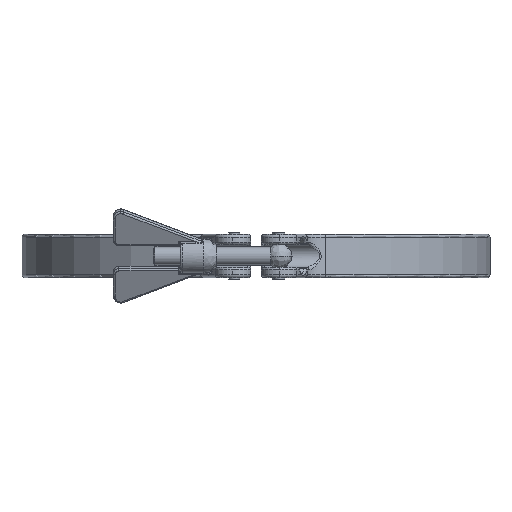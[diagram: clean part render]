
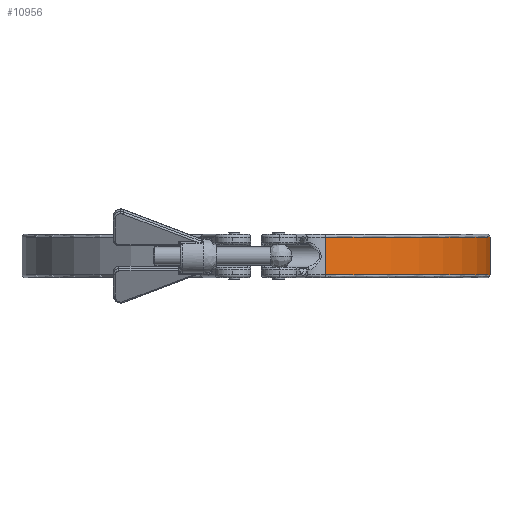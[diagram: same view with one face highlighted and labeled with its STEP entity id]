
A CAD part, left-side view. The second image highlights one B-rep face of the part: STEP entity #10956.
In plain terms, the highlighted cylindrical face has radius 129.75 mm (diameter 259.5 mm), a partial arc.
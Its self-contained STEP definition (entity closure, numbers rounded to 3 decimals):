
#505 = ORIENTED_EDGE ( 'NONE', *, *, #11856, .T. ) ;
#1035 = DIRECTION ( 'NONE',  ( 0., 0., -1. ) ) ;
#1040 = LINE ( 'NONE', #12708, #3932 ) ;
#1330 = DIRECTION ( 'NONE',  ( 0., 0., -1. ) ) ;
#2046 = CARTESIAN_POINT ( 'NONE',  ( 0., 0., 10.5 ) ) ;
#2295 = DIRECTION ( 'NONE',  ( -1., 0., 0. ) ) ;
#2708 = AXIS2_PLACEMENT_3D ( 'NONE', #11312, #9872, #12575 ) ;
#2859 = LINE ( 'NONE', #8750, #4870 ) ;
#3120 = CARTESIAN_POINT ( 'NONE',  ( -123.94, -38.391, 10.5 ) ) ;
#3360 = CIRCLE ( 'NONE', #10445, 129.75 ) ;
#3932 = VECTOR ( 'NONE', #1330, 1000. ) ;
#4607 = VERTEX_POINT ( 'NONE', #10582 ) ;
#4870 = VECTOR ( 'NONE', #14629, 1000. ) ;
#6889 = ORIENTED_EDGE ( 'NONE', *, *, #8147, .T. ) ;
#8147 = EDGE_CURVE ( 'NONE', #12506, #14611, #1040, .T. ) ;
#8374 = FACE_OUTER_BOUND ( 'NONE', #10208, .T. ) ;
#8616 = ORIENTED_EDGE ( 'NONE', *, *, #17058, .T. ) ;
#8750 = CARTESIAN_POINT ( 'NONE',  ( -3., -129.715, 12. ) ) ;
#9373 = DIRECTION ( 'NONE',  ( -1., 0., 0. ) ) ;
#9872 = DIRECTION ( 'NONE',  ( 0., 0., 1. ) ) ;
#10208 = EDGE_LOOP ( 'NONE', ( #17679, #6889, #8616, #505 ) ) ;
#10445 = AXIS2_PLACEMENT_3D ( 'NONE', #2046, #10918, #9373 ) ;
#10582 = CARTESIAN_POINT ( 'NONE',  ( -3., -129.715, -10.5 ) ) ;
#10918 = DIRECTION ( 'NONE',  ( 0., 0., -1. ) ) ;
#10956 = ADVANCED_FACE ( 'NONE', ( #8374 ), #15518, .T. ) ;
#11312 = CARTESIAN_POINT ( 'NONE',  ( 0., 0., -10.5 ) ) ;
#11856 = EDGE_CURVE ( 'NONE', #4607, #12738, #2859, .T. ) ;
#12506 = VERTEX_POINT ( 'NONE', #3120 ) ;
#12565 = CIRCLE ( 'NONE', #2708, 129.75 ) ;
#12575 = DIRECTION ( 'NONE',  ( -1., 0., 0. ) ) ;
#12708 = CARTESIAN_POINT ( 'NONE',  ( -123.94, -38.391, 12. ) ) ;
#12738 = VERTEX_POINT ( 'NONE', #17233 ) ;
#14242 = CARTESIAN_POINT ( 'NONE',  ( 0., 0., 12. ) ) ;
#14611 = VERTEX_POINT ( 'NONE', #15996 ) ;
#14629 = DIRECTION ( 'NONE',  ( 0., 0., 1. ) ) ;
#15518 = CYLINDRICAL_SURFACE ( 'NONE', #18695, 129.75 ) ;
#15996 = CARTESIAN_POINT ( 'NONE',  ( -123.94, -38.391, -10.5 ) ) ;
#17058 = EDGE_CURVE ( 'NONE', #14611, #4607, #12565, .T. ) ;
#17233 = CARTESIAN_POINT ( 'NONE',  ( -3., -129.715, 10.5 ) ) ;
#17679 = ORIENTED_EDGE ( 'NONE', *, *, #18933, .T. ) ;
#18695 = AXIS2_PLACEMENT_3D ( 'NONE', #14242, #1035, #2295 ) ;
#18933 = EDGE_CURVE ( 'NONE', #12738, #12506, #3360, .T. ) ;
